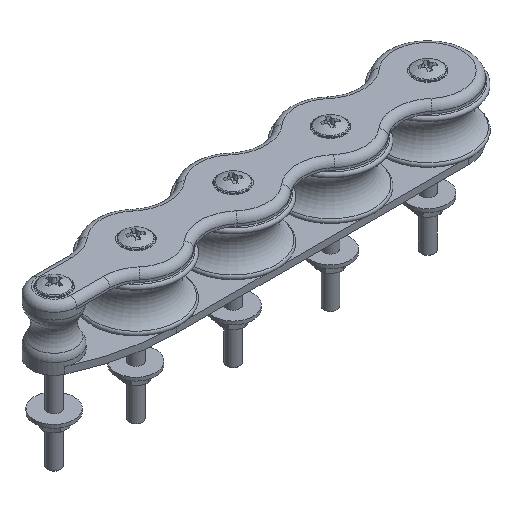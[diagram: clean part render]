
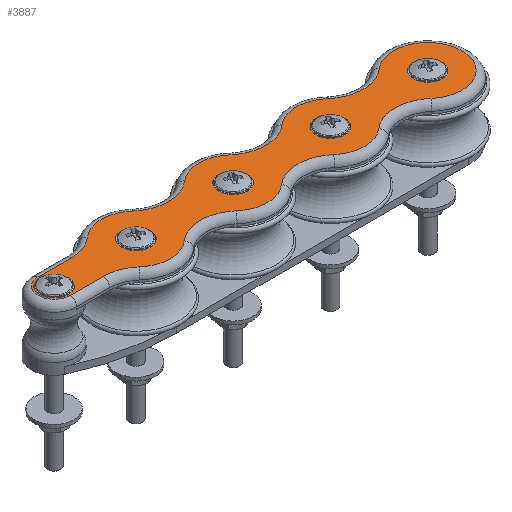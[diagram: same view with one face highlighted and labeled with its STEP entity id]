
A CAD part, isometric view. The second image highlights one B-rep face of the part: STEP entity #3887.
In plain terms, the highlighted planar face has unit normal (0, 0, 1).
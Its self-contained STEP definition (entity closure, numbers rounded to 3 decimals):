
#110=LINE('',#6197,#314);
#111=LINE('',#6201,#315);
#314=VECTOR('',#4890,15.);
#315=VECTOR('',#4893,15.);
#667=FACE_BOUND('',#1113,.T.);
#668=FACE_BOUND('',#1114,.T.);
#669=FACE_BOUND('',#1115,.T.);
#670=FACE_BOUND('',#1116,.T.);
#671=FACE_BOUND('',#1117,.T.);
#812=FACE_OUTER_BOUND('',#1112,.T.);
#1112=EDGE_LOOP('',(#2802,#2803,#2804,#2805,#2806,#2807,#2808,#2809,#2810,
#2811,#2812,#2813,#2814,#2815,#2816,#2817,#2818,#2819));
#1113=EDGE_LOOP('',(#2820));
#1114=EDGE_LOOP('',(#2821));
#1115=EDGE_LOOP('',(#2822));
#1116=EDGE_LOOP('',(#2823));
#1117=EDGE_LOOP('',(#2824));
#1447=CIRCLE('',#4171,6.5);
#1464=CIRCLE('',#4211,15.5);
#1465=CIRCLE('',#4212,17.958);
#1466=CIRCLE('',#4213,7.25);
#1467=CIRCLE('',#4214,17.958);
#1468=CIRCLE('',#4215,15.5);
#1469=CIRCLE('',#4216,17.958);
#1470=CIRCLE('',#4217,15.5);
#1471=CIRCLE('',#4218,17.958);
#1472=CIRCLE('',#4219,15.5);
#1473=CIRCLE('',#4220,17.958);
#1474=CIRCLE('',#4221,15.5);
#1475=CIRCLE('',#4222,17.958);
#1476=CIRCLE('',#4223,15.5);
#1477=CIRCLE('',#4224,17.958);
#1478=CIRCLE('',#4225,15.5);
#1479=CIRCLE('',#4226,17.958);
#1480=CIRCLE('',#4227,6.5);
#1481=CIRCLE('',#4228,6.5);
#1482=CIRCLE('',#4229,6.5);
#1483=CIRCLE('',#4230,6.5);
#1731=VERTEX_POINT('',#6074);
#1752=VERTEX_POINT('',#6191);
#1753=VERTEX_POINT('',#6192);
#1754=VERTEX_POINT('',#6194);
#1755=VERTEX_POINT('',#6196);
#1756=VERTEX_POINT('',#6198);
#1757=VERTEX_POINT('',#6200);
#1758=VERTEX_POINT('',#6202);
#1759=VERTEX_POINT('',#6204);
#1760=VERTEX_POINT('',#6206);
#1761=VERTEX_POINT('',#6208);
#1762=VERTEX_POINT('',#6210);
#1763=VERTEX_POINT('',#6212);
#1764=VERTEX_POINT('',#6214);
#1765=VERTEX_POINT('',#6216);
#1766=VERTEX_POINT('',#6218);
#1767=VERTEX_POINT('',#6220);
#1768=VERTEX_POINT('',#6222);
#1769=VERTEX_POINT('',#6224);
#1770=VERTEX_POINT('',#6227);
#1771=VERTEX_POINT('',#6229);
#1772=VERTEX_POINT('',#6231);
#1773=VERTEX_POINT('',#6233);
#2129=EDGE_CURVE('',#1731,#1731,#1447,.T.);
#2166=EDGE_CURVE('',#1752,#1753,#1464,.T.);
#2167=EDGE_CURVE('',#1754,#1752,#1465,.T.);
#2168=EDGE_CURVE('',#1755,#1754,#110,.T.);
#2169=EDGE_CURVE('',#1756,#1755,#1466,.T.);
#2170=EDGE_CURVE('',#1757,#1756,#111,.T.);
#2171=EDGE_CURVE('',#1758,#1757,#1467,.T.);
#2172=EDGE_CURVE('',#1759,#1758,#1468,.T.);
#2173=EDGE_CURVE('',#1760,#1759,#1469,.T.);
#2174=EDGE_CURVE('',#1761,#1760,#1470,.T.);
#2175=EDGE_CURVE('',#1762,#1761,#1471,.T.);
#2176=EDGE_CURVE('',#1763,#1762,#1472,.T.);
#2177=EDGE_CURVE('',#1764,#1763,#1473,.T.);
#2178=EDGE_CURVE('',#1765,#1764,#1474,.T.);
#2179=EDGE_CURVE('',#1766,#1765,#1475,.T.);
#2180=EDGE_CURVE('',#1767,#1766,#1476,.T.);
#2181=EDGE_CURVE('',#1768,#1767,#1477,.T.);
#2182=EDGE_CURVE('',#1769,#1768,#1478,.T.);
#2183=EDGE_CURVE('',#1753,#1769,#1479,.T.);
#2184=EDGE_CURVE('',#1770,#1770,#1480,.T.);
#2185=EDGE_CURVE('',#1771,#1771,#1481,.T.);
#2186=EDGE_CURVE('',#1772,#1772,#1482,.T.);
#2187=EDGE_CURVE('',#1773,#1773,#1483,.T.);
#2802=ORIENTED_EDGE('',*,*,#2166,.F.);
#2803=ORIENTED_EDGE('',*,*,#2167,.F.);
#2804=ORIENTED_EDGE('',*,*,#2168,.F.);
#2805=ORIENTED_EDGE('',*,*,#2169,.F.);
#2806=ORIENTED_EDGE('',*,*,#2170,.F.);
#2807=ORIENTED_EDGE('',*,*,#2171,.F.);
#2808=ORIENTED_EDGE('',*,*,#2172,.F.);
#2809=ORIENTED_EDGE('',*,*,#2173,.F.);
#2810=ORIENTED_EDGE('',*,*,#2174,.F.);
#2811=ORIENTED_EDGE('',*,*,#2175,.F.);
#2812=ORIENTED_EDGE('',*,*,#2176,.F.);
#2813=ORIENTED_EDGE('',*,*,#2177,.F.);
#2814=ORIENTED_EDGE('',*,*,#2178,.F.);
#2815=ORIENTED_EDGE('',*,*,#2179,.F.);
#2816=ORIENTED_EDGE('',*,*,#2180,.F.);
#2817=ORIENTED_EDGE('',*,*,#2181,.F.);
#2818=ORIENTED_EDGE('',*,*,#2182,.F.);
#2819=ORIENTED_EDGE('',*,*,#2183,.F.);
#2820=ORIENTED_EDGE('',*,*,#2129,.T.);
#2821=ORIENTED_EDGE('',*,*,#2184,.T.);
#2822=ORIENTED_EDGE('',*,*,#2185,.T.);
#2823=ORIENTED_EDGE('',*,*,#2186,.T.);
#2824=ORIENTED_EDGE('',*,*,#2187,.T.);
#3728=PLANE('',#4210);
#3887=ADVANCED_FACE('',(#812,#667,#668,#669,#670,#671),#3728,.T.);
#4171=AXIS2_PLACEMENT_3D('',#6075,#4790,#4791);
#4210=AXIS2_PLACEMENT_3D('',#6190,#4884,#4885);
#4211=AXIS2_PLACEMENT_3D('',#6193,#4886,#4887);
#4212=AXIS2_PLACEMENT_3D('',#6195,#4888,#4889);
#4213=AXIS2_PLACEMENT_3D('',#6199,#4891,#4892);
#4214=AXIS2_PLACEMENT_3D('',#6203,#4894,#4895);
#4215=AXIS2_PLACEMENT_3D('',#6205,#4896,#4897);
#4216=AXIS2_PLACEMENT_3D('',#6207,#4898,#4899);
#4217=AXIS2_PLACEMENT_3D('',#6209,#4900,#4901);
#4218=AXIS2_PLACEMENT_3D('',#6211,#4902,#4903);
#4219=AXIS2_PLACEMENT_3D('',#6213,#4904,#4905);
#4220=AXIS2_PLACEMENT_3D('',#6215,#4906,#4907);
#4221=AXIS2_PLACEMENT_3D('',#6217,#4908,#4909);
#4222=AXIS2_PLACEMENT_3D('',#6219,#4910,#4911);
#4223=AXIS2_PLACEMENT_3D('',#6221,#4912,#4913);
#4224=AXIS2_PLACEMENT_3D('',#6223,#4914,#4915);
#4225=AXIS2_PLACEMENT_3D('',#6225,#4916,#4917);
#4226=AXIS2_PLACEMENT_3D('',#6226,#4918,#4919);
#4227=AXIS2_PLACEMENT_3D('',#6228,#4920,#4921);
#4228=AXIS2_PLACEMENT_3D('',#6230,#4922,#4923);
#4229=AXIS2_PLACEMENT_3D('',#6232,#4924,#4925);
#4230=AXIS2_PLACEMENT_3D('',#6234,#4926,#4927);
#4790=DIRECTION('center_axis',(0.,0.,-1.));
#4791=DIRECTION('ref_axis',(1.,0.,0.));
#4884=DIRECTION('center_axis',(0.,0.,1.));
#4885=DIRECTION('ref_axis',(1.,0.,0.));
#4886=DIRECTION('center_axis',(0.,0.,-1.));
#4887=DIRECTION('ref_axis',(0.,1.,0.));
#4888=DIRECTION('center_axis',(0.,0.,1.));
#4889=DIRECTION('ref_axis',(0.351,-0.936,0.));
#4890=DIRECTION('',(1.,0.,0.));
#4891=DIRECTION('center_axis',(0.,0.,-1.));
#4892=DIRECTION('ref_axis',(-1.,0.,0.));
#4893=DIRECTION('',(-1.,0.,0.));
#4894=DIRECTION('center_axis',(0.,0.,1.));
#4895=DIRECTION('ref_axis',(0.351,0.936,0.));
#4896=DIRECTION('center_axis',(0.,0.,-1.));
#4897=DIRECTION('ref_axis',(0.,-1.,0.));
#4898=DIRECTION('center_axis',(0.,0.,1.));
#4899=DIRECTION('ref_axis',(0.,1.,0.));
#4900=DIRECTION('center_axis',(0.,0.,-1.));
#4901=DIRECTION('ref_axis',(0.,-1.,0.));
#4902=DIRECTION('center_axis',(0.,0.,1.));
#4903=DIRECTION('ref_axis',(0.,1.,0.));
#4904=DIRECTION('center_axis',(0.,0.,-1.));
#4905=DIRECTION('ref_axis',(0.,-1.,0.));
#4906=DIRECTION('center_axis',(0.,0.,1.));
#4907=DIRECTION('ref_axis',(0.,1.,0.));
#4908=DIRECTION('center_axis',(0.,0.,-1.));
#4909=DIRECTION('ref_axis',(1.,0.,0.));
#4910=DIRECTION('center_axis',(0.,0.,1.));
#4911=DIRECTION('ref_axis',(0.,-1.,0.));
#4912=DIRECTION('center_axis',(0.,0.,-1.));
#4913=DIRECTION('ref_axis',(0.,1.,0.));
#4914=DIRECTION('center_axis',(0.,0.,1.));
#4915=DIRECTION('ref_axis',(0.,-1.,0.));
#4916=DIRECTION('center_axis',(0.,0.,-1.));
#4917=DIRECTION('ref_axis',(0.,1.,0.));
#4918=DIRECTION('center_axis',(0.,0.,1.));
#4919=DIRECTION('ref_axis',(0.,-1.,0.));
#4920=DIRECTION('center_axis',(0.,0.,-1.));
#4921=DIRECTION('ref_axis',(1.,0.,0.));
#4922=DIRECTION('center_axis',(0.,0.,-1.));
#4923=DIRECTION('ref_axis',(1.,0.,0.));
#4924=DIRECTION('center_axis',(0.,0.,-1.));
#4925=DIRECTION('ref_axis',(0.944,-0.331,0.));
#4926=DIRECTION('center_axis',(0.,0.,-1.));
#4927=DIRECTION('ref_axis',(1.,0.,0.));
#6074=CARTESIAN_POINT('',(-138.5,0.,27.7));
#6075=CARTESIAN_POINT('Origin',(-132.,0.,27.7));
#6190=CARTESIAN_POINT('Origin',(-78.306,0.,
27.7));
#6191=CARTESIAN_POINT('',(-142.192,11.678,27.7));
#6192=CARTESIAN_POINT('',(-121.808,11.678,27.7));
#6193=CARTESIAN_POINT('Origin',(-132.,0.,27.7));
#6194=CARTESIAN_POINT('',(-154.,7.25,27.7));
#6195=CARTESIAN_POINT('Origin',(-154.,25.208,27.7));
#6196=CARTESIAN_POINT('',(-169.,7.25,27.7));
#6197=CARTESIAN_POINT('',(-116.153,7.25,27.7));
#6198=CARTESIAN_POINT('',(-169.,-7.25,27.7));
#6199=CARTESIAN_POINT('Origin',(-169.,0.,27.7));
#6200=CARTESIAN_POINT('',(-154.,-7.25,27.7));
#6201=CARTESIAN_POINT('',(-123.653,-7.25,27.7));
#6202=CARTESIAN_POINT('',(-142.192,-11.678,27.7));
#6203=CARTESIAN_POINT('Origin',(-154.,-25.208,27.7));
#6204=CARTESIAN_POINT('',(-121.808,-11.678,27.7));
#6205=CARTESIAN_POINT('Origin',(-132.,0.,27.7));
#6206=CARTESIAN_POINT('',(-98.192,-11.678,27.7));
#6207=CARTESIAN_POINT('Origin',(-110.,-25.208,27.7));
#6208=CARTESIAN_POINT('',(-77.808,-11.678,27.7));
#6209=CARTESIAN_POINT('Origin',(-88.,0.,27.7));
#6210=CARTESIAN_POINT('',(-54.192,-11.678,27.7));
#6211=CARTESIAN_POINT('Origin',(-66.,-25.208,27.7));
#6212=CARTESIAN_POINT('',(-33.808,-11.678,27.7));
#6213=CARTESIAN_POINT('Origin',(-44.,0.,27.7));
#6214=CARTESIAN_POINT('',(-10.192,-11.678,27.7));
#6215=CARTESIAN_POINT('Origin',(-22.,-25.208,27.7));
#6216=CARTESIAN_POINT('',(-10.192,11.678,27.7));
#6217=CARTESIAN_POINT('Origin',(0.,0.,
27.7));
#6218=CARTESIAN_POINT('',(-33.808,11.678,27.7));
#6219=CARTESIAN_POINT('Origin',(-22.,25.208,27.7));
#6220=CARTESIAN_POINT('',(-54.192,11.678,27.7));
#6221=CARTESIAN_POINT('Origin',(-44.,0.,27.7));
#6222=CARTESIAN_POINT('',(-77.808,11.678,27.7));
#6223=CARTESIAN_POINT('Origin',(-66.,25.208,27.7));
#6224=CARTESIAN_POINT('',(-98.192,11.678,27.7));
#6225=CARTESIAN_POINT('Origin',(-88.,0.,27.7));
#6226=CARTESIAN_POINT('Origin',(-110.,25.208,27.7));
#6227=CARTESIAN_POINT('',(-50.5,0.,27.7));
#6228=CARTESIAN_POINT('Origin',(-44.,0.,27.7));
#6229=CARTESIAN_POINT('',(-6.5,0.,27.7));
#6230=CARTESIAN_POINT('Origin',(0.,0.,
27.7));
#6231=CARTESIAN_POINT('',(-175.133,2.152,27.7));
#6232=CARTESIAN_POINT('Origin',(-169.,0.,27.7));
#6233=CARTESIAN_POINT('',(-94.5,0.,27.7));
#6234=CARTESIAN_POINT('Origin',(-88.,0.,27.7));
